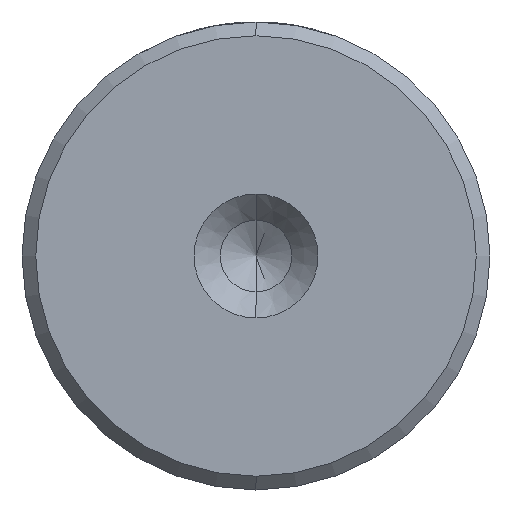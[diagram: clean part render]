
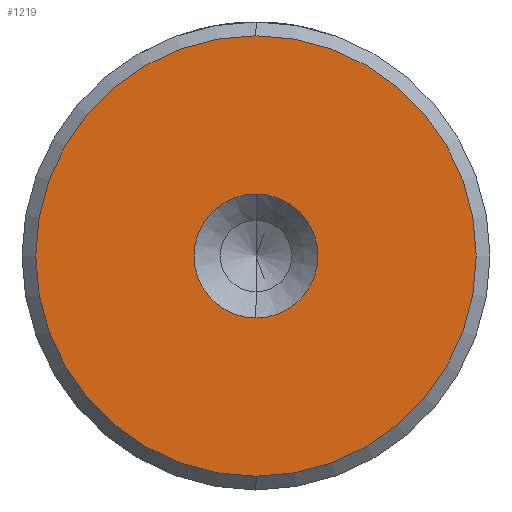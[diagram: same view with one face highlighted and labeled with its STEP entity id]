
A CAD part, left-side view. The second image highlights one B-rep face of the part: STEP entity #1219.
In plain terms, the highlighted planar face has unit normal (-1, 0, 0).
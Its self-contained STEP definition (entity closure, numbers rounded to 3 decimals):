
#267 = DIRECTION ( 'NONE',  ( -1., 0., 0. ) ) ;
#316 = CARTESIAN_POINT ( 'NONE',  ( 0., 0., 0. ) ) ;
#366 = FACE_OUTER_BOUND ( 'NONE', #781, .T. ) ;
#547 = VERTEX_POINT ( 'NONE', #1852 ) ;
#550 = DIRECTION ( 'NONE',  ( 0., 0., 1. ) ) ;
#781 = EDGE_LOOP ( 'NONE', ( #2852, #1624 ) ) ;
#900 = FACE_BOUND ( 'NONE', #2922, .T. ) ;
#959 = ORIENTED_EDGE ( 'NONE', *, *, #1364, .F. ) ;
#979 = EDGE_CURVE ( 'NONE', #1061, #547, #2238, .T. ) ;
#1001 = CIRCLE ( 'NONE', #1381, 2.25 ) ;
#1061 = VERTEX_POINT ( 'NONE', #1733 ) ;
#1189 = CARTESIAN_POINT ( 'NONE',  ( 0., 0., 0. ) ) ;
#1219 = ADVANCED_FACE ( 'NONE', ( #366, #900 ), #2738, .T. ) ;
#1235 = VERTEX_POINT ( 'NONE', #2525 ) ;
#1315 = DIRECTION ( 'NONE',  ( -1., 0., 0. ) ) ;
#1358 = CIRCLE ( 'NONE', #2175, 8. ) ;
#1364 = EDGE_CURVE ( 'NONE', #2037, #1235, #2162, .T. ) ;
#1374 = CARTESIAN_POINT ( 'NONE',  ( 0., 0., 0. ) ) ;
#1381 = AXIS2_PLACEMENT_3D ( 'NONE', #1686, #267, #1941 ) ;
#1430 = DIRECTION ( 'NONE',  ( 0., 0., 1. ) ) ;
#1583 = EDGE_CURVE ( 'NONE', #1235, #2037, #1001, .T. ) ;
#1610 = DIRECTION ( 'NONE',  ( 0., 0., 1. ) ) ;
#1624 = ORIENTED_EDGE ( 'NONE', *, *, #979, .T. ) ;
#1686 = CARTESIAN_POINT ( 'NONE',  ( 0., 0., 0. ) ) ;
#1726 = AXIS2_PLACEMENT_3D ( 'NONE', #1189, #2849, #1430 ) ;
#1733 = CARTESIAN_POINT ( 'NONE',  ( 0., 0., 8. ) ) ;
#1775 = AXIS2_PLACEMENT_3D ( 'NONE', #1374, #3021, #1610 ) ;
#1852 = CARTESIAN_POINT ( 'NONE',  ( 0., 0., -8. ) ) ;
#1941 = DIRECTION ( 'NONE',  ( 0., 0., 1. ) ) ;
#1990 = DIRECTION ( 'NONE',  ( -1., 0., 0. ) ) ;
#2014 = ORIENTED_EDGE ( 'NONE', *, *, #1583, .F. ) ;
#2037 = VERTEX_POINT ( 'NONE', #2521 ) ;
#2162 = CIRCLE ( 'NONE', #1775, 2.25 ) ;
#2175 = AXIS2_PLACEMENT_3D ( 'NONE', #316, #1990, #550 ) ;
#2238 = CIRCLE ( 'NONE', #1726, 8. ) ;
#2247 = EDGE_CURVE ( 'NONE', #547, #1061, #1358, .T. ) ;
#2514 = CARTESIAN_POINT ( 'NONE',  ( 0., 0., 0. ) ) ;
#2521 = CARTESIAN_POINT ( 'NONE',  ( 0., 0., -2.25 ) ) ;
#2525 = CARTESIAN_POINT ( 'NONE',  ( 0., 0., 2.25 ) ) ;
#2738 = PLANE ( 'NONE',  #2938 ) ;
#2849 = DIRECTION ( 'NONE',  ( -1., 0., 0. ) ) ;
#2852 = ORIENTED_EDGE ( 'NONE', *, *, #2247, .T. ) ;
#2922 = EDGE_LOOP ( 'NONE', ( #2014, #959 ) ) ;
#2938 = AXIS2_PLACEMENT_3D ( 'NONE', #2514, #1315, #2973 ) ;
#2973 = DIRECTION ( 'NONE',  ( 0., 0., 1. ) ) ;
#3021 = DIRECTION ( 'NONE',  ( -1., 0., 0. ) ) ;
